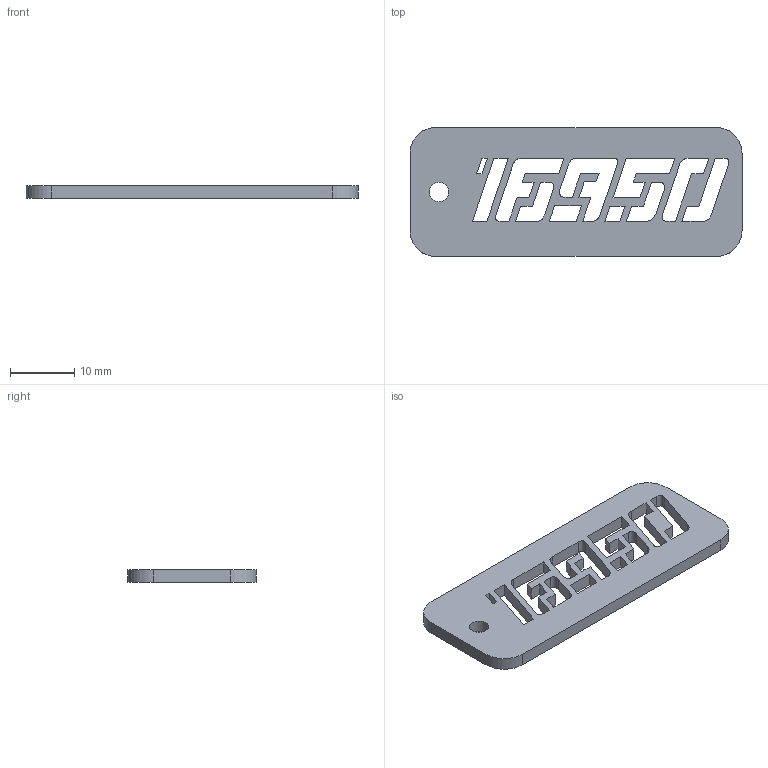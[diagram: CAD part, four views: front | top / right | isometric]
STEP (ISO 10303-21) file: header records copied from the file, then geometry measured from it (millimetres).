
FILE_DESCRIPTION(/* description */ (''),/* implementation_level */ '2;1');
FILE_NAME(/* name */ '',/* time_stamp */ '2025-03-13T19:34:06+03:00',/* author */ ('Phantom'),/* organization */ (''),/* preprocessor_version */ 'ST-DEVELOPER v20',/* originating_system */ 'Autodesk Inventor 2025',/* authorisation */ '');
FILE_SCHEMA (('AUTOMOTIVE_DESIGN { 1 0 10303 214 3 1 1 }'));
Length unit declared in the file: millimetre
Products named in the file (1): дееееееед
Bounding box: 51.5 x 20 x 2 mm (x, y, z)
Volume: 1523 mm3; surface area: 2349.5 mm2
Topology: 1 solids, 1 shells, 97 faces, 285 edges, 191 vertices
Faces by surface type: plane 78, bspline 14, cylinder 5
Full cylindrical faces by diameter (mm): 3 x1
Entity records: 3337 total; most frequent: CARTESIAN_POINT 738, ORIENTED_EDGE 570, DIRECTION 435, EDGE_CURVE 285, LINE 247, VECTOR 247, VERTEX_POINT 190, EDGE_LOOP 121
